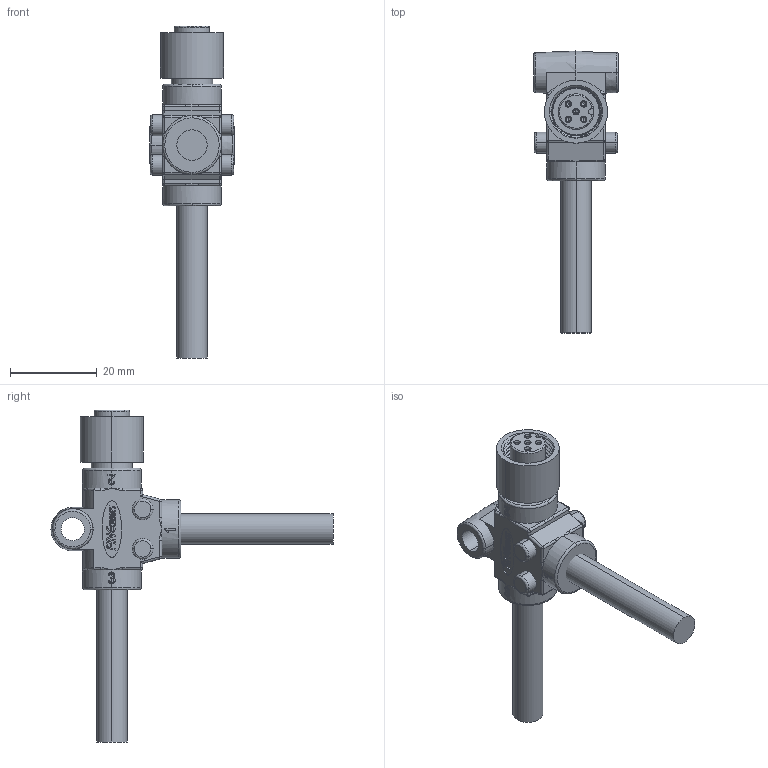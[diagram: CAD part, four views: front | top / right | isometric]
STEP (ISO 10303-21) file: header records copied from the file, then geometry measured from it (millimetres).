
FILE_DESCRIPTION (( 'STEP AP203' ), '1' );
FILE_NAME ('P267.STEP', '2020-03-31T06:58:45', ( 'edpusr' ), ( 'Microsoft' ), 'SwSTEP 2.0', 'SolidWorks 2015', '' );
FILE_SCHEMA (( 'CONFIG_CONTROL_DESIGN' ));
Length unit declared in the file: millimetre
Products named in the file (1): P267
Bounding box: 19.5 x 64.9 x 76.4 mm (x, y, z)
Volume: 11962.1 mm3; surface area: 7835.3 mm2
Topology: 4 solids, 19 shells, 1146 faces, 3048 edges, 1939 vertices
Faces by surface type: cylinder 463, plane 414, bspline 155, cone 114
Entity records: 85215 total; most frequent: CARTESIAN_POINT 57530, ORIENTED_EDGE 5974, DIRECTION 5538, EDGE_CURVE 2987, AXIS2_PLACEMENT_3D 2028, VERTEX_POINT 1939, VECTOR 1482, LINE 1482
